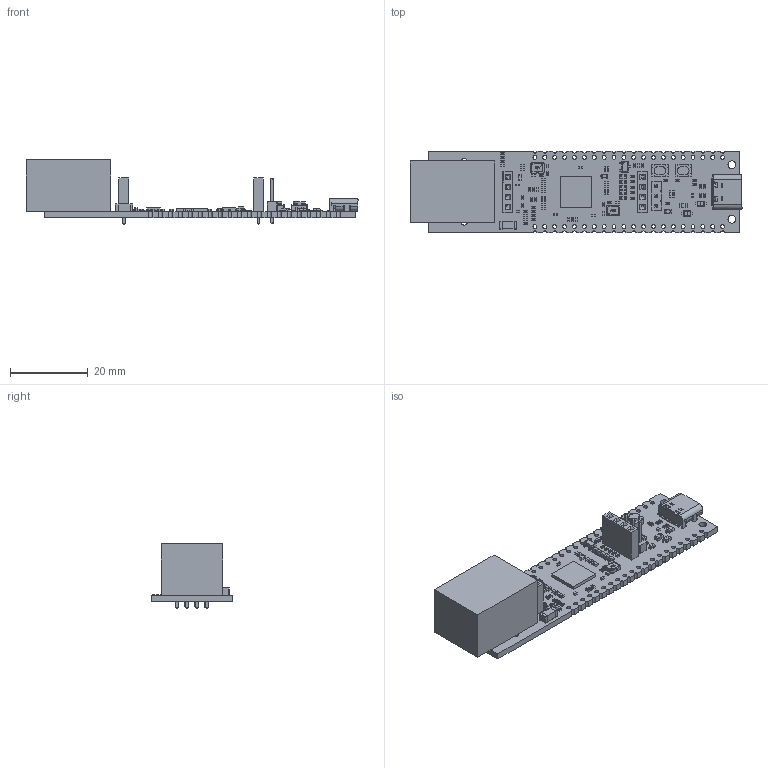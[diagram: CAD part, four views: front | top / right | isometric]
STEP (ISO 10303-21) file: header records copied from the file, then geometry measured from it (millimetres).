
FILE_DESCRIPTION(('Open CASCADE Model'),'2;1');
FILE_NAME('Open CASCADE Shape Model','2025-05-23T11:27:34',('Author'),( 'Open CASCADE'),'Open CASCADE STEP processor 6.8','Open CASCADE 6.8' ,'Unknown');
FILE_SCHEMA(('AUTOMOTIVE_DESIGN { 1 0 10303 214 1 1 1 1 }'));
Length unit declared in the file: millimetre
Products named in the file (156): PCB; Board; Open CASCADE STEP translator 6.8 13.1.1; Open CASCADE STEP translator 6.8 13.1.1.1; R42; RES_C1005X04N; R41; L2; 8555164864; R40; J1; 7060270064; TYPE-C-31-M-12; R30; R29; R28; R27; R26; R4; R3; LD6; LED-0603-RED; User_Library-LTST-C190EKT_Pad; User_Library-LTST-C190EKT_Pad005; User_Library-LTST-C190EKT_Pad001; User_Library-LTST-C190EKT_Pad004; User_Library-LTST-C190EKT_Pad003; User_Library-LTST-C190EKT_Lens; LD5; LD4; LD3; LD2; J6; 7060262384; Body; LeadsArray; J5; C21; CAPC1005X06; C20 ...
Assembly tree (239 placements, depth 8):
  PCB
    Board
      Open CASCADE STEP translator 6.8 13.1.1
        Open CASCADE STEP translator 6.8 13.1.1.1
    R42
      RES_C1005X04N
    R41
      RES_C1005X04N
    L2
      8555164864
    R40
      RES_C1005X04N
    J1
      7060270064
        TYPE-C-31-M-12
    R30
      RES_C1005X04N
    R29
      RES_C1005X04N
    R28
      RES_C1005X04N
    R27
      RES_C1005X04N
    R26
      RES_C1005X04N
    R4
      RES_C1005X04N
    R3
      RES_C1005X04N
    LD6
      LED-0603-RED
        User_Library-LTST-C190EKT_Pad
        User_Library-LTST-C190EKT_Pad005
        User_Library-LTST-C190EKT_Pad001
        User_Library-LTST-C190EKT_Pad004
        User_Library-LTST-C190EKT_Pad003
        User_Library-LTST-C190EKT_Lens
    LD5
      LED-0603-RED
        User_Library-LTST-C190EKT_Pad
        User_Library-LTST-C190EKT_Pad005
        User_Library-LTST-C190EKT_Pad001
        User_Library-LTST-C190EKT_Pad004
        User_Library-LTST-C190EKT_Pad003
        User_Library-LTST-C190EKT_Lens
    LD4
      LED-0603-RED
        User_Library-LTST-C190EKT_Pad
        User_Library-LTST-C190EKT_Pad005
        User_Library-LTST-C190EKT_Pad001
        User_Library-LTST-C190EKT_Pad004
        User_Library-LTST-C190EKT_Pad003
        User_Library-LTST-C190EKT_Lens
    LD3
      LED-0603-RED
        User_Library-LTST-C190EKT_Pad
        User_Library-LTST-C190EKT_Pad005
        User_Library-LTST-C190EKT_Pad001
        User_Library-LTST-C190EKT_Pad004
        User_Library-LTST-C190EKT_Pad003
Bounding box: 85.35 x 21 x 16.6 mm (x, y, z)
Volume: 7998 mm3; surface area: 7906.1 mm2
Topology: 223 solids, 223 shells, 7453 faces, 21060 edges, 13824 vertices
Faces by surface type: plane 4023, cylinder 2439, bspline 923, sphere 48, cone 20
Full cylindrical faces by diameter (mm): 0.6 x2, 0.914 x11, 1 x54, 1.6 x2, 2 x2, 3.3 x2
Entity records: 68186 total; most frequent: CARTESIAN_POINT 14533, ORIENTED_EDGE 9374, DIRECTION 9342, EDGE_CURVE 4687, LINE 3354, VECTOR 3354, VERTEX_POINT 3009, AXIS2_PLACEMENT_3D 2994
